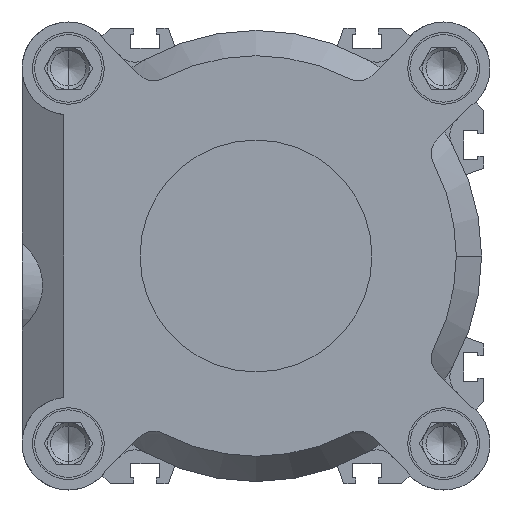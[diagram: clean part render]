
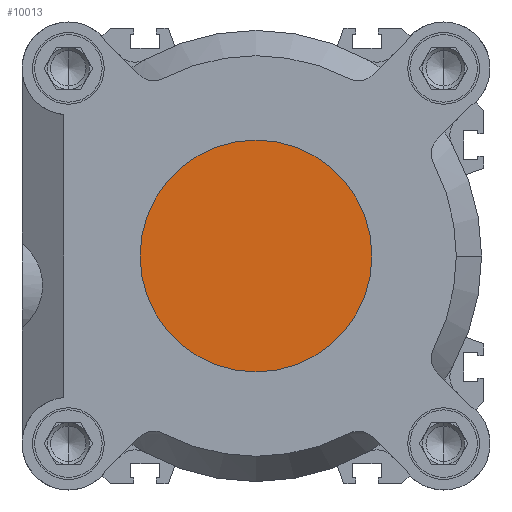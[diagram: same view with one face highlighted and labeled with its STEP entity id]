
A CAD part, left-side view. The second image highlights one B-rep face of the part: STEP entity #10013.
In plain terms, the highlighted face is planar.
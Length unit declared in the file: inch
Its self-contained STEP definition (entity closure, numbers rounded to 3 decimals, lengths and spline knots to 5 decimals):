
#211 = AXIS2_PLACEMENT_3D ( 'NONE', #11234, #12349, #5784 ) ;
#849 = EDGE_CURVE ( 'NONE', #6271, #13741, #11153, .T. ) ;
#3644 = ORIENTED_EDGE ( 'NONE', *, *, #4147, .F. ) ;
#3996 = CARTESIAN_POINT ( 'NONE',  ( 1.73228, 0., 0. ) ) ;
#4147 = EDGE_CURVE ( 'NONE', #13741, #6271, #4603, .T. ) ;
#4603 = CIRCLE ( 'NONE', #12695, 1.08268 ) ;
#5117 = DIRECTION ( 'NONE',  ( 0., 0., 1. ) ) ;
#5734 = PLANE ( 'NONE',  #211 ) ;
#5784 = DIRECTION ( 'NONE',  ( 0., 0., 1. ) ) ;
#6271 = VERTEX_POINT ( 'NONE', #11736 ) ;
#6465 = CARTESIAN_POINT ( 'NONE',  ( 1.73228, 0., -1.08268 ) ) ;
#8769 = AXIS2_PLACEMENT_3D ( 'NONE', #11105, #11061, #10962 ) ;
#10013 = ADVANCED_FACE ( 'NONE', ( #10548 ), #5734, .F. ) ;
#10548 = FACE_OUTER_BOUND ( 'NONE', #14188, .T. ) ;
#10962 = DIRECTION ( 'NONE',  ( 0., 0., 1. ) ) ;
#11061 = DIRECTION ( 'NONE',  ( -1., 0., 0. ) ) ;
#11105 = CARTESIAN_POINT ( 'NONE',  ( 1.73228, 0., 0. ) ) ;
#11153 = CIRCLE ( 'NONE', #8769, 1.08268 ) ;
#11234 = CARTESIAN_POINT ( 'NONE',  ( 1.73228, 1.08268, 0. ) ) ;
#11696 = DIRECTION ( 'NONE',  ( -1., 0., 0. ) ) ;
#11736 = CARTESIAN_POINT ( 'NONE',  ( 1.73228, 0., 1.08268 ) ) ;
#12349 = DIRECTION ( 'NONE',  ( -1., 0., 0. ) ) ;
#12487 = ORIENTED_EDGE ( 'NONE', *, *, #849, .F. ) ;
#12695 = AXIS2_PLACEMENT_3D ( 'NONE', #3996, #11696, #5117 ) ;
#13741 = VERTEX_POINT ( 'NONE', #6465 ) ;
#14188 = EDGE_LOOP ( 'NONE', ( #12487, #3644 ) ) ;
